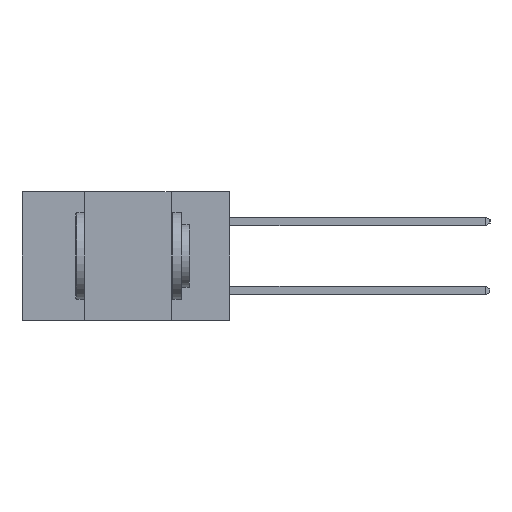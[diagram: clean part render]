
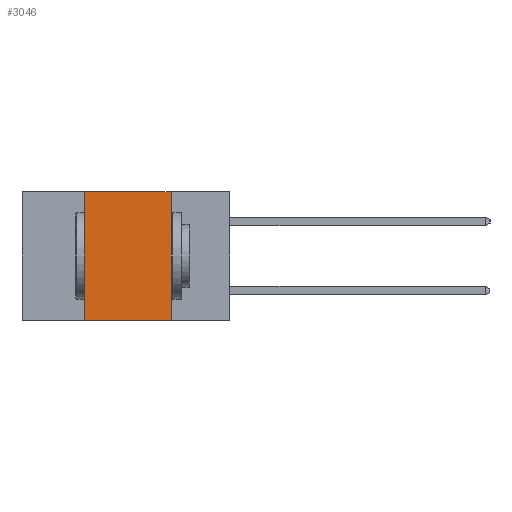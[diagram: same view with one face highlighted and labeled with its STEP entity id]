
A CAD part, left-side view. The second image highlights one B-rep face of the part: STEP entity #3046.
In plain terms, the highlighted planar face has unit normal (-1, 0, 0).
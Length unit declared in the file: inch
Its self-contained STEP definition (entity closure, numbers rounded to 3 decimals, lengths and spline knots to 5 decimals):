
#180 = VECTOR ( 'NONE', #9542, 39.37008 ) ;
#639 = FACE_OUTER_BOUND ( 'NONE', #3528, .T. ) ;
#1093 = EDGE_CURVE ( 'NONE', #3599, #1450, #2970, .T. ) ;
#1157 = CARTESIAN_POINT ( 'NONE',  ( 0., 0.42, 0. ) ) ;
#1450 = VERTEX_POINT ( 'NONE', #2231 ) ;
#1937 = CARTESIAN_POINT ( 'NONE',  ( 0., 0.42, -0.37 ) ) ;
#2231 = CARTESIAN_POINT ( 'NONE',  ( 0., 0.17, 0. ) ) ;
#2970 = LINE ( 'NONE', #8518, #180 ) ;
#3046 = ADVANCED_FACE ( 'NONE', ( #639 ), #11618, .F. ) ;
#3528 = EDGE_LOOP ( 'NONE', ( #5316, #8283, #5025, #11168 ) ) ;
#3599 = VERTEX_POINT ( 'NONE', #6374 ) ;
#4002 = DIRECTION ( 'NONE',  ( 0., 0., -1. ) ) ;
#5025 = ORIENTED_EDGE ( 'NONE', *, *, #13576, .F. ) ;
#5316 = ORIENTED_EDGE ( 'NONE', *, *, #9011, .F. ) ;
#5334 = DIRECTION ( 'NONE',  ( 0., 0., 1. ) ) ;
#6029 = VERTEX_POINT ( 'NONE', #1937 ) ;
#6374 = CARTESIAN_POINT ( 'NONE',  ( 0., 0.42, 0. ) ) ;
#6665 = CARTESIAN_POINT ( 'NONE',  ( 0., 0.6, 0. ) ) ;
#7421 = VECTOR ( 'NONE', #9575, 39.37008 ) ;
#7768 = LINE ( 'NONE', #12789, #7421 ) ;
#7806 = EDGE_CURVE ( 'NONE', #6029, #9002, #11569, .T. ) ;
#8010 = VECTOR ( 'NONE', #5334, 39.37008 ) ;
#8283 = ORIENTED_EDGE ( 'NONE', *, *, #1093, .F. ) ;
#8475 = CARTESIAN_POINT ( 'NONE',  ( 0., 0.17, -0.37 ) ) ;
#8518 = CARTESIAN_POINT ( 'NONE',  ( 0., 0.6, 0. ) ) ;
#8667 = VECTOR ( 'NONE', #11938, 39.37008 ) ;
#9002 = VERTEX_POINT ( 'NONE', #8475 ) ;
#9011 = EDGE_CURVE ( 'NONE', #1450, #9002, #7768, .T. ) ;
#9510 = AXIS2_PLACEMENT_3D ( 'NONE', #6665, #9779, #4002 ) ;
#9542 = DIRECTION ( 'NONE',  ( 0., -1., 0. ) ) ;
#9575 = DIRECTION ( 'NONE',  ( 0., 0., -1. ) ) ;
#9779 = DIRECTION ( 'NONE',  ( 1., 0., 0. ) ) ;
#10581 = CARTESIAN_POINT ( 'NONE',  ( 0., 0.6, -0.37 ) ) ;
#11168 = ORIENTED_EDGE ( 'NONE', *, *, #7806, .T. ) ;
#11569 = LINE ( 'NONE', #10581, #8667 ) ;
#11618 = PLANE ( 'NONE',  #9510 ) ;
#11938 = DIRECTION ( 'NONE',  ( 0., -1., 0. ) ) ;
#12789 = CARTESIAN_POINT ( 'NONE',  ( 0., 0.17, 0. ) ) ;
#13576 = EDGE_CURVE ( 'NONE', #6029, #3599, #13721, .T. ) ;
#13721 = LINE ( 'NONE', #1157, #8010 ) ;
